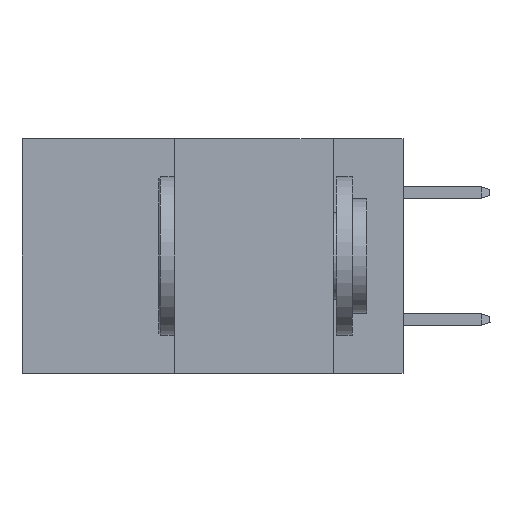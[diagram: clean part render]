
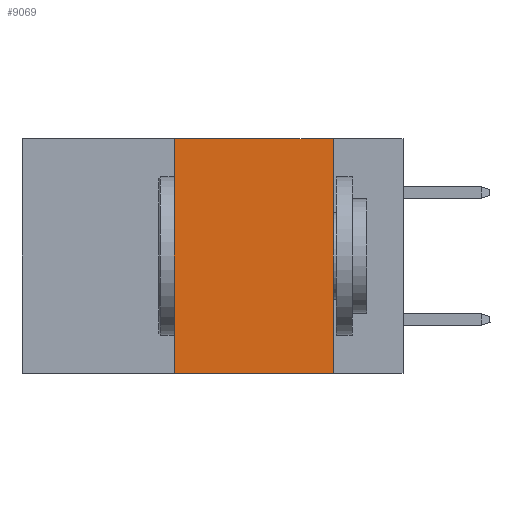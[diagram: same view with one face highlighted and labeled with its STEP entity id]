
A CAD part, left-side view. The second image highlights one B-rep face of the part: STEP entity #9069.
In plain terms, the highlighted planar face has unit normal (-1, 0, 0).
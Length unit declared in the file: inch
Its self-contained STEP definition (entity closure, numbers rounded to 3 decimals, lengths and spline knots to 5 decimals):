
#1596 = DIRECTION ( 'NONE',  ( 0., -1., 0. ) ) ;
#2781 = VERTEX_POINT ( 'NONE', #13636 ) ;
#2987 = LINE ( 'NONE', #12303, #13324 ) ;
#3345 = VERTEX_POINT ( 'NONE', #3653 ) ;
#3653 = CARTESIAN_POINT ( 'NONE',  ( 0., 0.11, 0. ) ) ;
#3981 = ORIENTED_EDGE ( 'NONE', *, *, #13510, .F. ) ;
#4257 = CARTESIAN_POINT ( 'NONE',  ( 0., 0.11, 0. ) ) ;
#4576 = DIRECTION ( 'NONE',  ( 0., -1., 0. ) ) ;
#4960 = AXIS2_PLACEMENT_3D ( 'NONE', #9288, #5400, #12882 ) ;
#5400 = DIRECTION ( 'NONE',  ( 1., 0., 0. ) ) ;
#5508 = PLANE ( 'NONE',  #4960 ) ;
#6070 = EDGE_CURVE ( 'NONE', #3345, #18860, #15521, .T. ) ;
#6631 = ORIENTED_EDGE ( 'NONE', *, *, #22967, .F. ) ;
#7188 = VERTEX_POINT ( 'NONE', #17893 ) ;
#8262 = VECTOR ( 'NONE', #1596, 39.37008 ) ;
#9069 = ADVANCED_FACE ( 'NONE', ( #9543 ), #5508, .F. ) ;
#9288 = CARTESIAN_POINT ( 'NONE',  ( 0., 0.6, 0. ) ) ;
#9543 = FACE_OUTER_BOUND ( 'NONE', #12297, .T. ) ;
#10984 = LINE ( 'NONE', #18421, #8262 ) ;
#12297 = EDGE_LOOP ( 'NONE', ( #23417, #6631, #3981, #22726 ) ) ;
#12303 = CARTESIAN_POINT ( 'NONE',  ( 0., 0.6, -0.37 ) ) ;
#12580 = CARTESIAN_POINT ( 'NONE',  ( 0., 0.11, -0.37 ) ) ;
#12882 = DIRECTION ( 'NONE',  ( 0., 0., -1. ) ) ;
#13324 = VECTOR ( 'NONE', #4576, 39.37008 ) ;
#13510 = EDGE_CURVE ( 'NONE', #2781, #7188, #21331, .T. ) ;
#13636 = CARTESIAN_POINT ( 'NONE',  ( 0., 0.36, -0.37 ) ) ;
#15521 = LINE ( 'NONE', #4257, #22744 ) ;
#15982 = EDGE_CURVE ( 'NONE', #2781, #18860, #2987, .T. ) ;
#16986 = DIRECTION ( 'NONE',  ( 0., 0., -1. ) ) ;
#17893 = CARTESIAN_POINT ( 'NONE',  ( 0., 0.36, 0. ) ) ;
#18421 = CARTESIAN_POINT ( 'NONE',  ( 0., 0.6, 0. ) ) ;
#18860 = VERTEX_POINT ( 'NONE', #12580 ) ;
#19763 = CARTESIAN_POINT ( 'NONE',  ( 0., 0.36, 0. ) ) ;
#21331 = LINE ( 'NONE', #19763, #22236 ) ;
#22236 = VECTOR ( 'NONE', #23258, 39.37008 ) ;
#22726 = ORIENTED_EDGE ( 'NONE', *, *, #15982, .T. ) ;
#22744 = VECTOR ( 'NONE', #16986, 39.37008 ) ;
#22967 = EDGE_CURVE ( 'NONE', #7188, #3345, #10984, .T. ) ;
#23258 = DIRECTION ( 'NONE',  ( 0., 0., 1. ) ) ;
#23417 = ORIENTED_EDGE ( 'NONE', *, *, #6070, .F. ) ;
